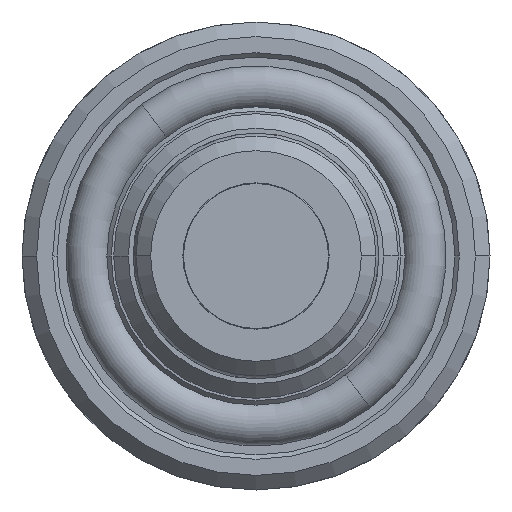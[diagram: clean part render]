
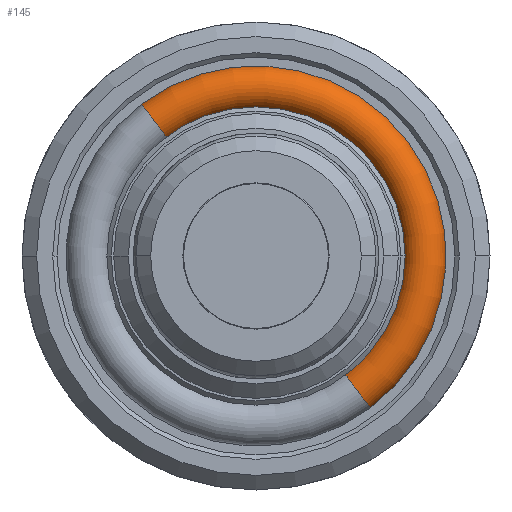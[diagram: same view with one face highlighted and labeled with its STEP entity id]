
A CAD part, left-side view. The second image highlights one B-rep face of the part: STEP entity #145.
In plain terms, the highlighted toroidal (fillet/blend) face has major radius 5.75 mm and minor radius 0.75 mm.
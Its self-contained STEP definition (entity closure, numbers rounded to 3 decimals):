
#145=ADVANCED_FACE('NONE',(#391),#392,.T.);
#391=FACE_OUTER_BOUND('',#751,.T.);
#392=TOROIDAL_SURFACE('',#752,5.75,0.75);
#751=EDGE_LOOP('',(#1107,#1108,#1109,#1110));
#752=AXIS2_PLACEMENT_3D('',#1111,#1112,#1113);
#1107=ORIENTED_EDGE('',*,*,#2023,.F.);
#1108=ORIENTED_EDGE('',*,*,#2026,.F.);
#1109=ORIENTED_EDGE('',*,*,#2024,.T.);
#1110=ORIENTED_EDGE('',*,*,#2027,.T.);
#1111=CARTESIAN_POINT('',(-11.95,0.,0.));
#1112=DIRECTION('',(1.0,0.,0.));
#1113=DIRECTION('',(0.,0.602,0.798));
#2023=EDGE_CURVE('NONE',#2376,#2373,#2382,.T.);
#2024=EDGE_CURVE('NONE',#2378,#2374,#2383,.T.);
#2026=EDGE_CURVE('NONE',#2378,#2376,#2385,.T.);
#2027=EDGE_CURVE('NONE',#2374,#2373,#2386,.T.);
#2373=VERTEX_POINT('NONE',#2874);
#2374=VERTEX_POINT('NONE',#2875);
#2376=VERTEX_POINT('NONE',#2877);
#2378=VERTEX_POINT('NONE',#2879);
#2382=CIRCLE('',#2883,6.5);
#2383=CIRCLE('',#2884,5.0);
#2385=CIRCLE('',#2886,0.75);
#2386=CIRCLE('',#2887,0.75);
#2874=CARTESIAN_POINT('',(-11.95,-3.913,-5.19));
#2875=CARTESIAN_POINT('',(-11.95,-3.01,-3.992));
#2877=CARTESIAN_POINT('',(-11.95,3.913,5.19));
#2879=CARTESIAN_POINT('',(-11.95,3.01,3.992));
#2883=AXIS2_PLACEMENT_3D('',#4020,#4021,#4022);
#2884=AXIS2_PLACEMENT_3D('',#4023,#4024,#4025);
#2886=AXIS2_PLACEMENT_3D('',#4026,#4027,#4028);
#2887=AXIS2_PLACEMENT_3D('',#4029,#4030,#4031);
#4020=CARTESIAN_POINT('',(-11.95,0.,0.));
#4021=DIRECTION('',(1.0,0.,0.));
#4022=DIRECTION('',(0.,0.,1.0));
#4023=CARTESIAN_POINT('',(-11.95,0.,0.));
#4024=DIRECTION('',(1.0,0.,0.));
#4025=DIRECTION('',(0.,0.,1.0));
#4026=CARTESIAN_POINT('',(-11.95,3.462,4.591));
#4027=DIRECTION('',(0.,0.798,-0.602));
#4028=DIRECTION('',(0.,-0.602,-0.798));
#4029=CARTESIAN_POINT('',(-11.95,-3.462,-4.591));
#4030=DIRECTION('',(0.,-0.798,0.602));
#4031=DIRECTION('',(0.,0.602,0.798));
